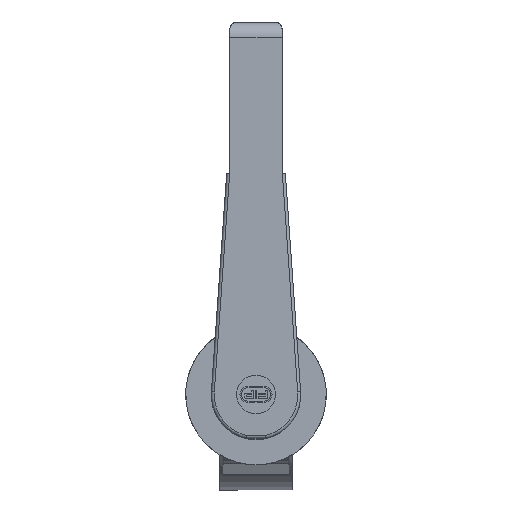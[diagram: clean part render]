
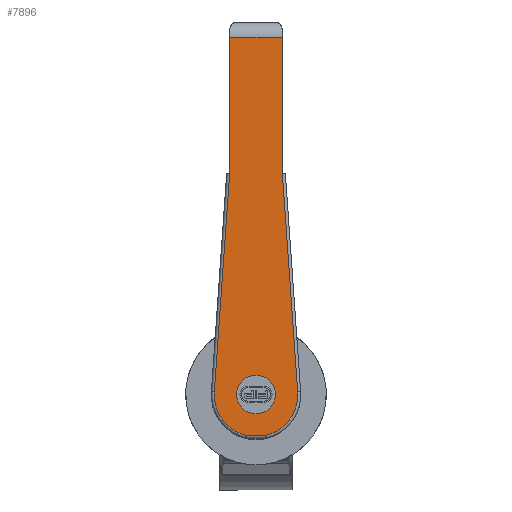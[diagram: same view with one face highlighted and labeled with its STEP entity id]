
A CAD part, top view. The second image highlights one B-rep face of the part: STEP entity #7896.
In plain terms, the highlighted planar face has unit normal (0, 0, 1).
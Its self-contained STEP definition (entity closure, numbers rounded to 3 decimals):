
#368=LINE($,#12237,#1173);
#371=LINE($,#12275,#1176);
#372=LINE($,#12286,#1177);
#374=LINE($,#12297,#1179);
#375=LINE($,#12299,#1180);
#376=LINE($,#12301,#1181);
#377=LINE($,#12303,#1182);
#378=LINE($,#12304,#1183);
#1173=VECTOR($,#9587,13.176);
#1176=VECTOR($,#9596,148.24);
#1177=VECTOR($,#9609,148.24);
#1179=VECTOR($,#9623,0.192);
#1180=VECTOR($,#9624,91.844);
#1181=VECTOR($,#9625,35.256);
#1182=VECTOR($,#9626,91.844);
#1183=VECTOR($,#9627,0.192);
#1916=PLANE($,#8454);
#2369=FACE_OUTER_BOUND($,#2797,.T.);
#2797=EDGE_LOOP($,(#5882,#5883,#5884,#5885,#5886,#5887,#5888,#5889,#5890,
#5891));
#3236=CIRCLE($,#8444,28.229);
#3240=CIRCLE($,#8452,28.229);
#3477=VERTEX_POINT($,#12235);
#3478=VERTEX_POINT($,#12236);
#3481=VERTEX_POINT($,#12268);
#3484=VERTEX_POINT($,#12273);
#3487=VERTEX_POINT($,#12283);
#3488=VERTEX_POINT($,#12285);
#3491=VERTEX_POINT($,#12296);
#3492=VERTEX_POINT($,#12298);
#3493=VERTEX_POINT($,#12300);
#3494=VERTEX_POINT($,#12302);
#4375=EDGE_CURVE($,#3477,#3478,#368,.T.);
#4382=EDGE_CURVE($,#3484,#3481,#371,.T.);
#4383=EDGE_CURVE($,#3478,#3484,#3236,.T.);
#4387=EDGE_CURVE($,#3487,#3488,#372,.T.);
#4391=EDGE_CURVE($,#3488,#3477,#3240,.T.);
#4393=EDGE_CURVE($,#3487,#3491,#374,.T.);
#4394=EDGE_CURVE($,#3491,#3492,#375,.T.);
#4395=EDGE_CURVE($,#3492,#3493,#376,.T.);
#4396=EDGE_CURVE($,#3493,#3494,#377,.T.);
#4397=EDGE_CURVE($,#3494,#3481,#378,.T.);
#5882=ORIENTED_EDGE($,*,*,#4382,.F.);
#5883=ORIENTED_EDGE($,*,*,#4383,.F.);
#5884=ORIENTED_EDGE($,*,*,#4375,.F.);
#5885=ORIENTED_EDGE($,*,*,#4391,.F.);
#5886=ORIENTED_EDGE($,*,*,#4387,.F.);
#5887=ORIENTED_EDGE($,*,*,#4393,.T.);
#5888=ORIENTED_EDGE($,*,*,#4394,.T.);
#5889=ORIENTED_EDGE($,*,*,#4395,.T.);
#5890=ORIENTED_EDGE($,*,*,#4396,.T.);
#5891=ORIENTED_EDGE($,*,*,#4397,.T.);
#7896=ADVANCED_FACE($,(#2369),#1916,.T.);
#8444=AXIS2_PLACEMENT_3D($,#12277,#9599,#9600);
#8452=AXIS2_PLACEMENT_3D($,#12293,#9617,#9618);
#8454=AXIS2_PLACEMENT_3D($,#12295,#9621,#9622);
#9587=DIRECTION($,(0.,1.,0.));
#9596=DIRECTION($,(0.998,-0.07,0.));
#9599=DIRECTION('center_axis',(0.,0.,-1.));
#9600=DIRECTION('ref_axis',(-0.593,0.806,0.));
#9609=DIRECTION($,(-0.998,-0.07,0.));
#9617=DIRECTION('center_axis',(0.,0.,-1.));
#9618=DIRECTION('ref_axis',(-0.593,-0.806,0.));
#9621=DIRECTION('center_axis',(0.,0.,1.));
#9622=DIRECTION('ref_axis',(1.,0.,0.));
#9623=DIRECTION($,(0.,1.,0.));
#9624=DIRECTION($,(1.,0.,0.));
#9625=DIRECTION($,(0.,1.,0.));
#9626=DIRECTION($,(-1.,0.,0.));
#9627=DIRECTION($,(0.,1.,0.));
#12235=CARTESIAN_POINT('',(-27.772,-6.588,46.));
#12236=CARTESIAN_POINT('',(-27.772,6.588,46.));
#12237=CARTESIAN_POINT($,(-27.772,-6.588,46.));
#12268=CARTESIAN_POINT('',(149.526,17.82,46.));
#12273=CARTESIAN_POINT('',(1.647,28.161,46.));
#12275=CARTESIAN_POINT($,(1.647,28.161,46.));
#12277=CARTESIAN_POINT('Origin',(-0.322,0.,46.));
#12283=CARTESIAN_POINT('',(149.526,-17.82,46.));
#12285=CARTESIAN_POINT('',(1.647,-28.161,46.));
#12286=CARTESIAN_POINT($,(149.526,-17.82,46.));
#12293=CARTESIAN_POINT('Origin',(-0.322,0.,46.));
#12295=CARTESIAN_POINT('Origin',(120.691,-31.,46.));
#12296=CARTESIAN_POINT('',(149.526,-17.628,46.));
#12297=CARTESIAN_POINT($,(149.526,-17.82,46.));
#12298=CARTESIAN_POINT('',(241.37,-17.628,46.));
#12299=CARTESIAN_POINT($,(149.526,-17.628,46.));
#12300=CARTESIAN_POINT('',(241.37,17.628,46.));
#12301=CARTESIAN_POINT($,(241.37,-17.628,46.));
#12302=CARTESIAN_POINT('',(149.526,17.628,46.));
#12303=CARTESIAN_POINT($,(241.37,17.628,46.));
#12304=CARTESIAN_POINT($,(149.526,17.628,46.));
